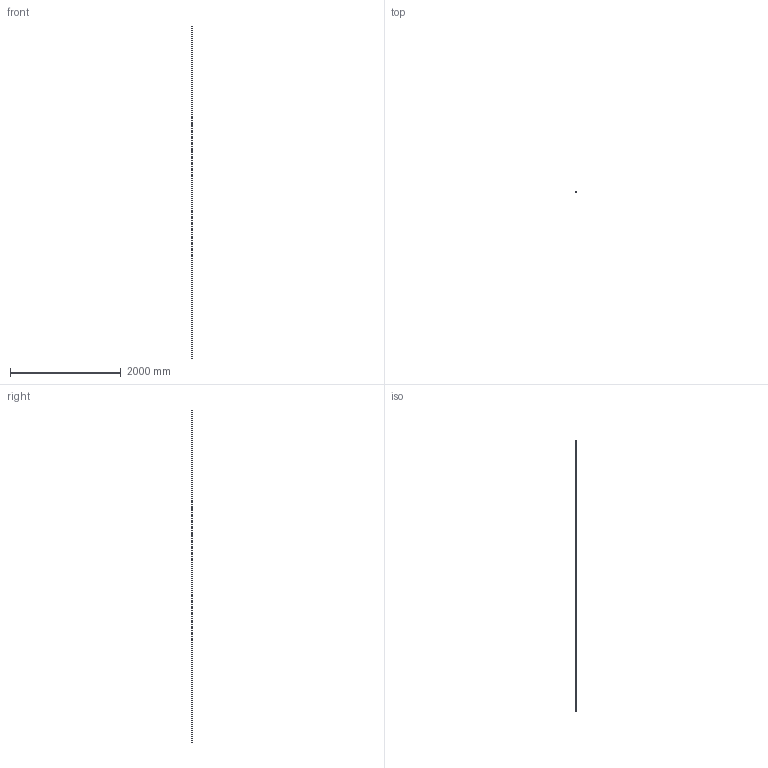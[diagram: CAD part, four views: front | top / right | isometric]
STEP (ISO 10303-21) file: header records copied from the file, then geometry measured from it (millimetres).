
FILE_DESCRIPTION (( 'STEP AP214' ), '1' );
FILE_NAME ('0E7AF712-CD0D-48B6-94B6-F8CAC4849552.STEP', '2023-08-01T10:30:59', ( '' ), ( '' ), 'SwSTEP 2.0', 'SolidWorks 2022', '' );
FILE_SCHEMA (( 'AUTOMOTIVE_DESIGN' ));
Length unit declared in the file: millimetre
Products named in the file (1): 0E7AF712-CD0D-48B6-94B6-F8CAC4849552
Bounding box: 16.95 x 17.91 x 6000 mm (x, y, z)
Volume: 1483040.4 mm3; surface area: 781431.6 mm2
Topology: 2 solids, 2 shells, 27 faces, 69 edges, 46 vertices
Faces by surface type: plane 17, cylinder 10
Entity records: 1163 total; most frequent: DIRECTION 145, CARTESIAN_POINT 143, ORIENTED_EDGE 138, EDGE_CURVE 69, LINE 49, VECTOR 49, AXIS2_PLACEMENT_3D 48, VERTEX_POINT 46
